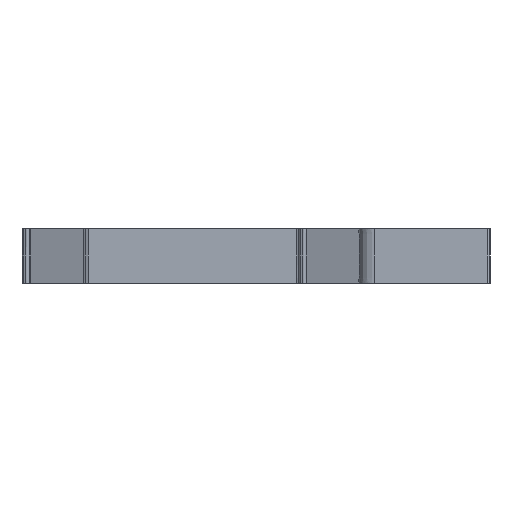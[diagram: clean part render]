
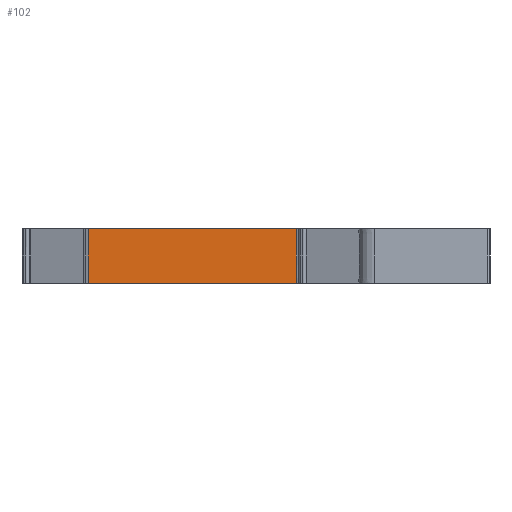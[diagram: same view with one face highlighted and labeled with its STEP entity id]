
A CAD part, left-side view. The second image highlights one B-rep face of the part: STEP entity #102.
In plain terms, the highlighted planar face has unit normal (-1, 0, 0).
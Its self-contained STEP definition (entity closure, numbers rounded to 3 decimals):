
#102=ADVANCED_FACE('',(#284),#212,.F.);
#212=PLANE('',#2376);
#284=FACE_OUTER_BOUND('',#398,.T.);
#398=EDGE_LOOP('',(#727,#728,#729,#730));
#521=B_SPLINE_CURVE_WITH_KNOTS('',3,(#3244,#3245,#3246,#3247),
 .UNSPECIFIED.,.F.,.F.,(4,4),(0.,1.),.UNSPECIFIED.);
#727=ORIENTED_EDGE('',*,*,#1626,.T.);
#728=ORIENTED_EDGE('',*,*,#1627,.F.);
#729=ORIENTED_EDGE('',*,*,#1628,.F.);
#730=ORIENTED_EDGE('',*,*,#1624,.T.);
#1387=VERTEX_POINT('',#3177);
#1388=VERTEX_POINT('',#3179);
#1389=VERTEX_POINT('',#3243);
#1390=VERTEX_POINT('',#3248);
#1624=EDGE_CURVE('',#1388,#1387,#1950,.T.);
#1626=EDGE_CURVE('',#1387,#1389,#1951,.T.);
#1627=EDGE_CURVE('',#1390,#1389,#521,.T.);
#1628=EDGE_CURVE('',#1388,#1390,#1952,.T.);
#1950=LINE('',#3178,#2148);
#1951=LINE('',#3242,#2150);
#1952=LINE('',#3249,#2151);
#2148=VECTOR('',#2476,1.);
#2150=VECTOR('',#2478,1.);
#2151=VECTOR('',#2479,1.);
#2376=AXIS2_PLACEMENT_3D('',#3250,#2480,#2481);
#2476=DIRECTION('',(0.,0.,1.));
#2478=DIRECTION('',(0.,1.,0.));
#2479=DIRECTION('',(0.,1.,0.));
#2480=DIRECTION('',(1.,0.,0.));
#2481=DIRECTION('',(0.,1.,0.));
#3177=CARTESIAN_POINT('',(-44.268,14.648,6.1));
#3178=CARTESIAN_POINT('',(-44.268,14.648,0.));
#3179=CARTESIAN_POINT('',(-44.268,14.648,0.));
#3242=CARTESIAN_POINT('',(-44.268,14.648,6.1));
#3243=CARTESIAN_POINT('',(-44.268,37.989,6.1));
#3244=CARTESIAN_POINT('',(-44.268,37.989,0.));
#3245=CARTESIAN_POINT('',(-44.268,37.989,2.033));
#3246=CARTESIAN_POINT('',(-44.268,37.989,4.067));
#3247=CARTESIAN_POINT('',(-44.268,37.989,6.1));
#3248=CARTESIAN_POINT('',(-44.268,37.989,0.));
#3249=CARTESIAN_POINT('',(-44.268,14.648,0.));
#3250=CARTESIAN_POINT('',(-44.268,14.648,0.));
